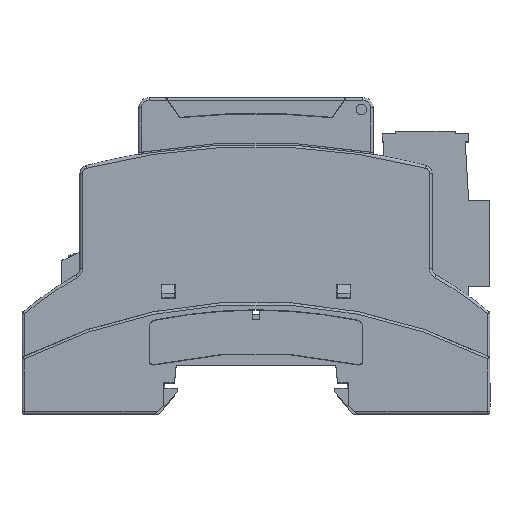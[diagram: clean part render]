
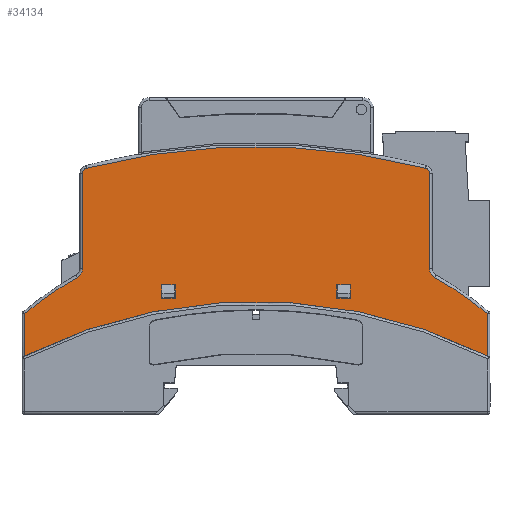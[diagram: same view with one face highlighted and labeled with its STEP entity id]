
A CAD part, top view. The second image highlights one B-rep face of the part: STEP entity #34134.
In plain terms, the highlighted planar face has unit normal (0, 0, 1).
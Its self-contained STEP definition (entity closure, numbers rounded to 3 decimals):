
#842=FACE_BOUND('',#4892,.T.);
#843=FACE_BOUND('',#4893,.T.);
#1742=CIRCLE('',#36252,129.2);
#1743=CIRCLE('',#36253,1.);
#1744=CIRCLE('',#36254,2.);
#1745=CIRCLE('',#36255,69.5);
#1746=CIRCLE('',#36256,99.5);
#1747=CIRCLE('',#36257,69.5);
#1748=CIRCLE('',#36258,2.);
#1749=CIRCLE('',#36259,1.);
#3021=FACE_OUTER_BOUND('',#4891,.T.);
#4891=EDGE_LOOP('',(#25242,#25243,#25244,#25245,#25246,#25247,#25248,#25249,
#25250,#25251,#25252,#25253));
#4892=EDGE_LOOP('',(#25254,#25255,#25256,#25257));
#4893=EDGE_LOOP('',(#25258,#25259,#25260,#25261));
#8148=LINE('',#50540,#11833);
#8296=LINE('',#51008,#11981);
#8328=LINE('',#51088,#12013);
#8329=LINE('',#51094,#12014);
#8330=LINE('',#51098,#12015);
#8331=LINE('',#51105,#12016);
#8332=LINE('',#51107,#12017);
#8333=LINE('',#51109,#12018);
#8334=LINE('',#51110,#12019);
#8335=LINE('',#51113,#12020);
#8336=LINE('',#51114,#12021);
#8337=LINE('',#51115,#12022);
#11833=VECTOR('',#40861,1.);
#11981=VECTOR('',#41135,1.);
#12013=VECTOR('',#41199,1.);
#12014=VECTOR('',#41204,1.);
#12015=VECTOR('',#41207,1.);
#12016=VECTOR('',#41214,1.);
#12017=VECTOR('',#41215,1.);
#12018=VECTOR('',#41216,1.);
#12019=VECTOR('',#41217,1.);
#12020=VECTOR('',#41218,1.);
#12021=VECTOR('',#41219,1.);
#12022=VECTOR('',#41220,1.);
#15178=VERTEX_POINT('',#50537);
#15179=VERTEX_POINT('',#50539);
#15346=VERTEX_POINT('',#51006);
#15347=VERTEX_POINT('',#51007);
#15376=VERTEX_POINT('',#51082);
#15377=VERTEX_POINT('',#51083);
#15378=VERTEX_POINT('',#51085);
#15379=VERTEX_POINT('',#51087);
#15380=VERTEX_POINT('',#51089);
#15381=VERTEX_POINT('',#51091);
#15382=VERTEX_POINT('',#51093);
#15383=VERTEX_POINT('',#51095);
#15384=VERTEX_POINT('',#51097);
#15385=VERTEX_POINT('',#51099);
#15386=VERTEX_POINT('',#51103);
#15387=VERTEX_POINT('',#51104);
#15388=VERTEX_POINT('',#51106);
#15389=VERTEX_POINT('',#51108);
#15390=VERTEX_POINT('',#51111);
#15391=VERTEX_POINT('',#51112);
#18888=EDGE_CURVE('',#15178,#15179,#8148,.T.);
#19071=EDGE_CURVE('',#15346,#15347,#8296,.T.);
#19107=EDGE_CURVE('',#15376,#15377,#1742,.T.);
#19108=EDGE_CURVE('',#15376,#15378,#1743,.T.);
#19109=EDGE_CURVE('',#15378,#15379,#8328,.T.);
#19110=EDGE_CURVE('',#15380,#15379,#1744,.T.);
#19111=EDGE_CURVE('',#15380,#15381,#1745,.T.);
#19112=EDGE_CURVE('',#15381,#15382,#8329,.T.);
#19113=EDGE_CURVE('',#15383,#15382,#1746,.T.);
#19114=EDGE_CURVE('',#15384,#15383,#8330,.T.);
#19115=EDGE_CURVE('',#15385,#15384,#1747,.T.);
#19116=EDGE_CURVE('',#15385,#15347,#1748,.T.);
#19117=EDGE_CURVE('',#15346,#15377,#1749,.T.);
#19118=EDGE_CURVE('',#15386,#15387,#8331,.T.);
#19119=EDGE_CURVE('',#15388,#15386,#8332,.T.);
#19120=EDGE_CURVE('',#15389,#15388,#8333,.T.);
#19121=EDGE_CURVE('',#15387,#15389,#8334,.T.);
#19122=EDGE_CURVE('',#15390,#15391,#8335,.T.);
#19123=EDGE_CURVE('',#15179,#15390,#8336,.T.);
#19124=EDGE_CURVE('',#15391,#15178,#8337,.T.);
#25242=ORIENTED_EDGE('',*,*,#19107,.F.);
#25243=ORIENTED_EDGE('',*,*,#19108,.T.);
#25244=ORIENTED_EDGE('',*,*,#19109,.T.);
#25245=ORIENTED_EDGE('',*,*,#19110,.F.);
#25246=ORIENTED_EDGE('',*,*,#19111,.T.);
#25247=ORIENTED_EDGE('',*,*,#19112,.T.);
#25248=ORIENTED_EDGE('',*,*,#19113,.F.);
#25249=ORIENTED_EDGE('',*,*,#19114,.F.);
#25250=ORIENTED_EDGE('',*,*,#19115,.F.);
#25251=ORIENTED_EDGE('',*,*,#19116,.T.);
#25252=ORIENTED_EDGE('',*,*,#19071,.F.);
#25253=ORIENTED_EDGE('',*,*,#19117,.T.);
#25254=ORIENTED_EDGE('',*,*,#19118,.F.);
#25255=ORIENTED_EDGE('',*,*,#19119,.F.);
#25256=ORIENTED_EDGE('',*,*,#19120,.F.);
#25257=ORIENTED_EDGE('',*,*,#19121,.F.);
#25258=ORIENTED_EDGE('',*,*,#19122,.F.);
#25259=ORIENTED_EDGE('',*,*,#19123,.F.);
#25260=ORIENTED_EDGE('',*,*,#18888,.F.);
#25261=ORIENTED_EDGE('',*,*,#19124,.F.);
#31840=PLANE('',#36251);
#34134=ADVANCED_FACE('',(#3021,#842,#843),#31840,.F.);
#36251=AXIS2_PLACEMENT_3D('',#51081,#41193,#41194);
#36252=AXIS2_PLACEMENT_3D('',#51084,#41195,#41196);
#36253=AXIS2_PLACEMENT_3D('',#51086,#41197,#41198);
#36254=AXIS2_PLACEMENT_3D('',#51090,#41200,#41201);
#36255=AXIS2_PLACEMENT_3D('',#51092,#41202,#41203);
#36256=AXIS2_PLACEMENT_3D('',#51096,#41205,#41206);
#36257=AXIS2_PLACEMENT_3D('',#51100,#41208,#41209);
#36258=AXIS2_PLACEMENT_3D('',#51101,#41210,#41211);
#36259=AXIS2_PLACEMENT_3D('',#51102,#41212,#41213);
#40861=DIRECTION('',(1.,0.,0.));
#41135=DIRECTION('',(0.,1.,0.));
#41193=DIRECTION('center_axis',(0.,0.,-1.));
#41194=DIRECTION('ref_axis',(1.,0.,0.));
#41195=DIRECTION('center_axis',(0.,0.,
-1.));
#41196=DIRECTION('ref_axis',(-1.,0.,0.));
#41197=DIRECTION('center_axis',(0.,0.,
1.));
#41198=DIRECTION('ref_axis',(1.,0.,0.));
#41199=DIRECTION('',(0.,1.,0.));
#41200=DIRECTION('center_axis',(0.,0.,1.));
#41201=DIRECTION('ref_axis',(0.,-1.,0.));
#41202=DIRECTION('center_axis',(0.,0.,1.));
#41203=DIRECTION('ref_axis',(0.,-1.,0.));
#41204=DIRECTION('',(0.,1.,0.));
#41205=DIRECTION('center_axis',(0.,0.,
1.));
#41206=DIRECTION('ref_axis',(-1.,0.,0.));
#41207=DIRECTION('',(0.,1.,0.));
#41208=DIRECTION('center_axis',(0.,0.,-1.));
#41209=DIRECTION('ref_axis',(0.,1.,0.));
#41210=DIRECTION('center_axis',(0.,0.,-1.));
#41211=DIRECTION('ref_axis',(0.,1.,0.));
#41212=DIRECTION('center_axis',(0.,0.,
1.));
#41213=DIRECTION('ref_axis',(1.,0.,0.));
#41214=DIRECTION('',(0.,1.,0.));
#41215=DIRECTION('',(1.,0.,0.));
#41216=DIRECTION('',(0.,-1.,0.));
#41217=DIRECTION('',(-1.,0.,0.));
#41218=DIRECTION('',(-1.,0.,0.));
#41219=DIRECTION('',(0.,1.,0.));
#41220=DIRECTION('',(0.,-1.,0.));
#50537=CARTESIAN_POINT('',(9.85,-21.1,-0.3));
#50539=CARTESIAN_POINT('',(12.45,-21.1,-0.3));
#50540=CARTESIAN_POINT('',(0.,-21.1,-0.3));
#51006=CARTESIAN_POINT('',(-38.9,-42.477,-0.3));
#51007=CARTESIAN_POINT('',(-38.9,-24.257,-0.3));
#51008=CARTESIAN_POINT('',(-38.9,0.,-0.3));
#51081=CARTESIAN_POINT('Origin',(-23.996,-40.289,-0.3));
#51082=CARTESIAN_POINT('',(26.852,-43.445,-0.3));
#51083=CARTESIAN_POINT('',(-38.152,-43.445,-0.3));
#51084=CARTESIAN_POINT('Origin',(-5.65,81.6,-0.3));
#51085=CARTESIAN_POINT('',(27.6,-42.477,-0.3));
#51086=CARTESIAN_POINT('Origin',(26.6,-42.477,-0.3));
#51087=CARTESIAN_POINT('',(27.6,-24.257,-0.3));
#51088=CARTESIAN_POINT('',(27.6,0.,-0.3));
#51089=CARTESIAN_POINT('',(28.614,-22.517,-0.3));
#51090=CARTESIAN_POINT('Origin',(29.6,-24.257,-0.3));
#51091=CARTESIAN_POINT('',(38.7,-15.56,-0.3));
#51092=CARTESIAN_POINT('Origin',(-5.65,37.95,-0.3));
#51093=CARTESIAN_POINT('',(38.7,-7.469,-0.3));
#51094=CARTESIAN_POINT('',(38.7,0.,-0.3));
#51095=CARTESIAN_POINT('',(-50.,-7.469,-0.3));
#51096=CARTESIAN_POINT('Origin',(-5.65,81.6,-0.3));
#51097=CARTESIAN_POINT('',(-50.,-15.56,-0.3));
#51098=CARTESIAN_POINT('',(-50.,0.,-0.3));
#51099=CARTESIAN_POINT('',(-39.914,-22.517,-0.3));
#51100=CARTESIAN_POINT('Origin',(-5.65,37.95,-0.3));
#51101=CARTESIAN_POINT('Origin',(-40.9,-24.257,-0.3));
#51102=CARTESIAN_POINT('Origin',(-37.9,-42.477,-0.3));
#51103=CARTESIAN_POINT('',(-21.15,-21.1,-0.3));
#51104=CARTESIAN_POINT('',(-21.15,-18.5,-0.3));
#51105=CARTESIAN_POINT('',(-21.15,0.,-0.3));
#51106=CARTESIAN_POINT('',(-23.75,-21.1,-0.3));
#51107=CARTESIAN_POINT('',(0.,-21.1,-0.3));
#51108=CARTESIAN_POINT('',(-23.75,-18.5,-0.3));
#51109=CARTESIAN_POINT('',(-23.75,0.,-0.3));
#51110=CARTESIAN_POINT('',(0.,-18.5,-0.3));
#51111=CARTESIAN_POINT('',(12.45,-18.5,-0.3));
#51112=CARTESIAN_POINT('',(9.85,-18.5,-0.3));
#51113=CARTESIAN_POINT('',(0.,-18.5,-0.3));
#51114=CARTESIAN_POINT('',(12.45,0.,-0.3));
#51115=CARTESIAN_POINT('',(9.85,0.,-0.3));
